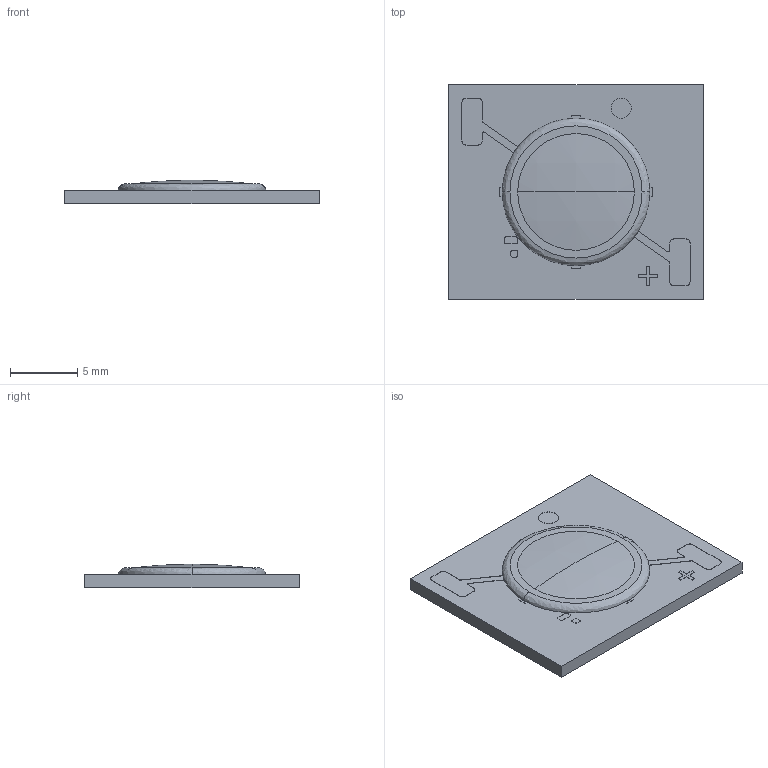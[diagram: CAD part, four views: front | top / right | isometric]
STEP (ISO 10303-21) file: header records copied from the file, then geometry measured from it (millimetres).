
FILE_DESCRIPTION (( 'STEP AP214' ), '1' );
FILE_NAME ('L1 type.STEP', '2020-01-29T07:33:53', ( '' ), ( '' ), 'SwSTEP 2.0', 'SolidWorks 2016', '' );
FILE_SCHEMA (( 'AUTOMOTIVE_DESIGN' ));
Length unit declared in the file: millimetre
Products named in the file (5): L1 type; 4; 1; 2; 3
Assembly tree (4 placements, depth 2):
  L1 type
    2
    1
    3
    4
Bounding box: 19 x 16 x 1.75 mm (x, y, z)
Volume: 357.1 mm3; surface area: 1032 mm2
Topology: 13 solids, 13 shells, 116 faces, 271 edges, 181 vertices
Faces by surface type: plane 83, cylinder 29, bspline 2, sphere 2
Entity records: 3610 total; most frequent: CARTESIAN_POINT 611, DIRECTION 577, ORIENTED_EDGE 542, EDGE_CURVE 271, LINE 203, VECTOR 203, AXIS2_PLACEMENT_3D 187, VERTEX_POINT 181
